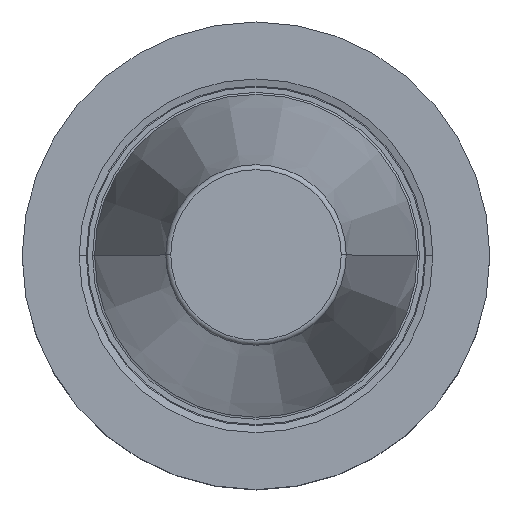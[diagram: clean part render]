
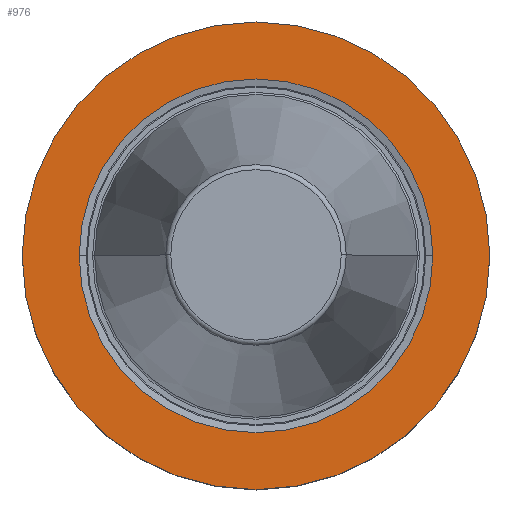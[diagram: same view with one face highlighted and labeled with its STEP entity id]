
A CAD part, top view. The second image highlights one B-rep face of the part: STEP entity #976.
In plain terms, the highlighted planar face has unit normal (0, 0, 1).
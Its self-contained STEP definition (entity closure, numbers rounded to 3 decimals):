
#115=CARTESIAN_POINT('',(0.,0.,-2.));
#116=DIRECTION('',(0.,0.,-1.));
#117=DIRECTION('',(1.,0.,0.));
#118=AXIS2_PLACEMENT_3D('',#115,#116,#117);
#123=CARTESIAN_POINT('',(0.,0.,-2.));
#124=DIRECTION('',(0.,0.,1.));
#125=DIRECTION('',(1.,0.,0.));
#126=AXIS2_PLACEMENT_3D('',#123,#124,#125);
#131=CARTESIAN_POINT('',(0.,0.,-2.));
#132=DIRECTION('',(0.,0.,1.));
#133=DIRECTION('',(1.,0.,0.));
#134=AXIS2_PLACEMENT_3D('',#131,#132,#133);
#139=CARTESIAN_POINT('',(0.,0.,-2.));
#140=DIRECTION('',(0.,0.,1.));
#141=DIRECTION('',(-1.,0.,0.));
#142=AXIS2_PLACEMENT_3D('',#139,#140,#141);
#801=CARTESIAN_POINT('',(23.,0.,-2.));
#802=CARTESIAN_POINT('',(-23.,0.,-2.));
#803=VERTEX_POINT('',#801);
#804=VERTEX_POINT('',#802);
#863=CARTESIAN_POINT('',(17.396,0.,-2.));
#864=VERTEX_POINT('',#863);
#867=CARTESIAN_POINT('',(-17.396,0.,-2.));
#868=VERTEX_POINT('',#867);
#961=CARTESIAN_POINT('',(0.,0.,-2.));
#962=DIRECTION('',(0.,0.,-1.));
#963=DIRECTION('',(-1.,0.,0.));
#964=AXIS2_PLACEMENT_3D('',#961,#962,#963);
#965=PLANE('',#964);
#966=ORIENTED_EDGE('',*,*,#882,.T.);
#967=ORIENTED_EDGE('',*,*,#941,.F.);
#968=EDGE_LOOP('',(#966,#967));
#969=FACE_OUTER_BOUND('',#968,.F.);
#971=ORIENTED_EDGE('',*,*,#970,.T.);
#973=ORIENTED_EDGE('',*,*,#972,.T.);
#974=EDGE_LOOP('',(#971,#973));
#975=FACE_BOUND('',#974,.F.);
#119=CIRCLE('',#118,23.);
#127=CIRCLE('',#126,23.);
#135=CIRCLE('',#134,17.396);
#143=CIRCLE('',#142,17.396);
#882=EDGE_CURVE('',#803,#804,#119,.T.);
#941=EDGE_CURVE('',#803,#804,#127,.T.);
#970=EDGE_CURVE('',#864,#868,#135,.T.);
#972=EDGE_CURVE('',#868,#864,#143,.T.);
#976=ADVANCED_FACE('',(#969,#975),#965,.F.);
